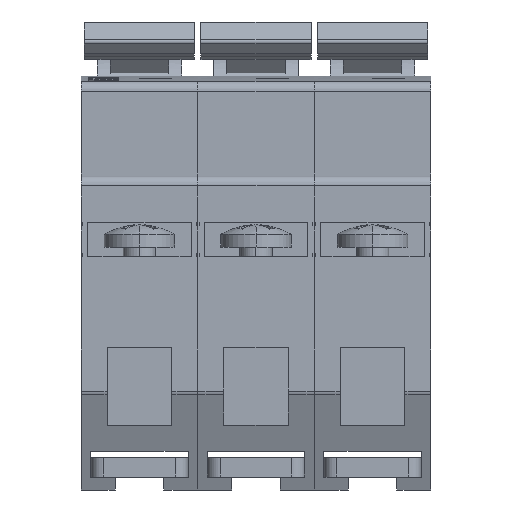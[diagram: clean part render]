
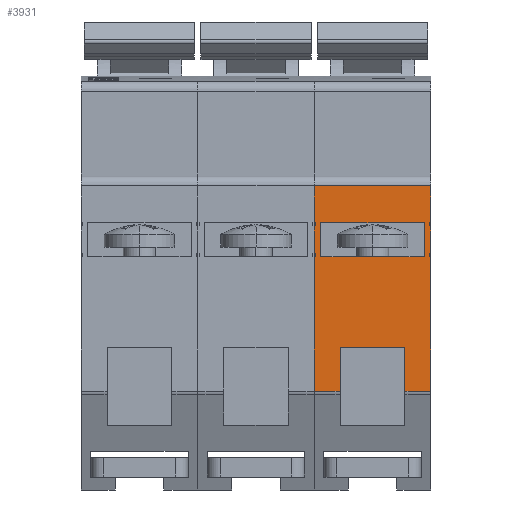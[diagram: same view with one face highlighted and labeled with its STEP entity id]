
A CAD part, left-side view. The second image highlights one B-rep face of the part: STEP entity #3931.
In plain terms, the highlighted planar face has unit normal (-1, 0, 0).
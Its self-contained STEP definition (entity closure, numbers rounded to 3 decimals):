
#86=DIRECTION('',(0.,0.,-1.));
#87=VECTOR('',#86,20.711);
#88=CARTESIAN_POINT('',(-43.75,-9.,-12.5));
#89=LINE('',#88,#87);
#90=DIRECTION('',(0.,0.,-1.));
#91=VECTOR('',#90,5.7);
#92=CARTESIAN_POINT('',(-43.75,-9.,-1.5));
#93=LINE('',#92,#91);
#888=DIRECTION('',(0.,-1.,0.));
#889=VECTOR('',#888,18.);
#890=CARTESIAN_POINT('',(-43.75,9.,-1.5));
#891=LINE('',#890,#889);
#896=DIRECTION('',(0.,0.,-1.));
#897=VECTOR('',#896,20.711);
#898=CARTESIAN_POINT('',(-43.75,9.,-12.5));
#899=LINE('',#898,#897);
#900=DIRECTION('',(0.,-1.,0.));
#901=VECTOR('',#900,0.2);
#902=CARTESIAN_POINT('',(-43.75,9.,-12.));
#903=LINE('',#902,#901);
#904=DIRECTION('',(0.,0.,-1.));
#905=VECTOR('',#904,4.3);
#906=CARTESIAN_POINT('',(-43.75,9.,-7.7));
#907=LINE('',#906,#905);
#908=DIRECTION('',(0.,-1.,0.));
#909=VECTOR('',#908,0.2);
#910=CARTESIAN_POINT('',(-43.75,9.,-7.2));
#911=LINE('',#910,#909);
#912=DIRECTION('',(0.,0.,-1.));
#913=VECTOR('',#912,5.7);
#914=CARTESIAN_POINT('',(-43.75,9.,-1.5));
#915=LINE('',#914,#913);
#916=DIRECTION('',(0.,1.,0.));
#917=VECTOR('',#916,0.2);
#918=CARTESIAN_POINT('',(-43.75,-9.,-7.7));
#919=LINE('',#918,#917);
#920=DIRECTION('',(0.,1.,0.));
#921=VECTOR('',#920,0.2);
#922=CARTESIAN_POINT('',(-43.75,-9.,-12.5));
#923=LINE('',#922,#921);
#924=DIRECTION('',(0.,-1.,0.));
#925=VECTOR('',#924,16.);
#926=CARTESIAN_POINT('',(-43.75,8.,-7.2));
#927=LINE('',#926,#925);
#928=DIRECTION('',(0.,0.,1.));
#929=VECTOR('',#928,5.3);
#930=CARTESIAN_POINT('',(-43.75,8.,-12.5));
#931=LINE('',#930,#929);
#940=DIRECTION('',(0.,0.,1.));
#941=VECTOR('',#940,6.711);
#942=CARTESIAN_POINT('',(-43.75,-5.,-33.211));
#943=LINE('',#942,#941);
#1193=DIRECTION('',(0.,1.,0.));
#1194=VECTOR('',#1193,4.);
#1195=CARTESIAN_POINT('',(-43.75,5.,-33.211));
#1196=LINE('',#1195,#1194);
#1197=DIRECTION('',(0.,0.,-1.));
#1198=VECTOR('',#1197,6.711);
#1199=CARTESIAN_POINT('',(-43.75,5.,-26.5));
#1200=LINE('',#1199,#1198);
#1214=DIRECTION('',(0.,1.,0.));
#1215=VECTOR('',#1214,10.);
#1216=CARTESIAN_POINT('',(-43.75,-5.,-26.5));
#1217=LINE('',#1216,#1215);
#1250=DIRECTION('',(0.,1.,0.));
#1251=VECTOR('',#1250,4.);
#1252=CARTESIAN_POINT('',(-43.75,-9.,-33.211));
#1253=LINE('',#1252,#1251);
#1258=DIRECTION('',(0.,-1.,0.));
#1259=VECTOR('',#1258,0.2);
#1260=CARTESIAN_POINT('',(-43.75,9.,-12.5));
#1261=LINE('',#1260,#1259);
#1282=DIRECTION('',(0.,0.,1.));
#1283=VECTOR('',#1282,0.5);
#1284=CARTESIAN_POINT('',(-43.75,8.8,-7.7));
#1285=LINE('',#1284,#1283);
#1298=DIRECTION('',(0.,0.,1.));
#1299=VECTOR('',#1298,0.5);
#1300=CARTESIAN_POINT('',(-43.75,8.8,-12.5));
#1301=LINE('',#1300,#1299);
#1314=DIRECTION('',(0.,-1.,0.));
#1315=VECTOR('',#1314,0.2);
#1316=CARTESIAN_POINT('',(-43.75,9.,-7.7));
#1317=LINE('',#1316,#1315);
#1338=DIRECTION('',(0.,1.,0.));
#1339=VECTOR('',#1338,0.2);
#1340=CARTESIAN_POINT('',(-43.75,-9.,-7.2));
#1341=LINE('',#1340,#1339);
#1358=DIRECTION('',(0.,0.,-1.));
#1359=VECTOR('',#1358,0.5);
#1360=CARTESIAN_POINT('',(-43.75,-8.8,-7.2));
#1361=LINE('',#1360,#1359);
#1374=DIRECTION('',(0.,0.,-1.));
#1375=VECTOR('',#1374,0.5);
#1376=CARTESIAN_POINT('',(-43.75,-8.8,-12.));
#1377=LINE('',#1376,#1375);
#1394=DIRECTION('',(0.,1.,0.));
#1395=VECTOR('',#1394,0.2);
#1396=CARTESIAN_POINT('',(-43.75,-9.,-12.));
#1397=LINE('',#1396,#1395);
#1398=DIRECTION('',(0.,0.,-1.));
#1399=VECTOR('',#1398,4.3);
#1400=CARTESIAN_POINT('',(-43.75,-9.,-7.7));
#1401=LINE('',#1400,#1399);
#1418=DIRECTION('',(0.,-1.,0.));
#1419=VECTOR('',#1418,10.);
#1420=CARTESIAN_POINT('',(-43.75,5.,-12.505));
#1421=LINE('',#1420,#1419);
#1442=DIRECTION('',(0.,-1.,-0.002));
#1443=VECTOR('',#1442,3.);
#1444=CARTESIAN_POINT('',(-43.75,8.,-12.5));
#1445=LINE('',#1444,#1443);
#1476=DIRECTION('',(0.,0.,1.));
#1477=VECTOR('',#1476,5.3);
#1478=CARTESIAN_POINT('',(-43.75,-8.,-12.5));
#1479=LINE('',#1478,#1477);
#1488=DIRECTION('',(0.,-1.,0.002));
#1489=VECTOR('',#1488,3.);
#1490=CARTESIAN_POINT('',(-43.75,-5.,-12.505));
#1491=LINE('',#1490,#1489);
#2000=CARTESIAN_POINT('',(-43.75,-9.,-1.5));
#2001=VERTEX_POINT('',#2000);
#2002=CARTESIAN_POINT('',(-43.75,-9.,-7.2));
#2003=VERTEX_POINT('',#2002);
#2008=CARTESIAN_POINT('',(-43.75,-9.,-12.5));
#2009=VERTEX_POINT('',#2008);
#2010=CARTESIAN_POINT('',(-43.75,-9.,-33.211));
#2011=VERTEX_POINT('',#2010);
#2059=CARTESIAN_POINT('',(-43.75,9.,-7.7));
#2061=VERTEX_POINT('',#2059);
#2062=CARTESIAN_POINT('',(-43.75,8.8,-7.7));
#2063=VERTEX_POINT('',#2062);
#2074=CARTESIAN_POINT('',(-43.75,-5.,-33.211));
#2075=VERTEX_POINT('',#2074);
#2076=CARTESIAN_POINT('',(-43.75,-5.,-26.5));
#2077=VERTEX_POINT('',#2076);
#2082=CARTESIAN_POINT('',(-43.75,9.,-12.5));
#2083=VERTEX_POINT('',#2082);
#2084=CARTESIAN_POINT('',(-43.75,8.8,-12.5));
#2085=VERTEX_POINT('',#2084);
#2102=CARTESIAN_POINT('',(-43.75,5.,-26.5));
#2103=CARTESIAN_POINT('',(-43.75,5.,-33.211));
#2104=VERTEX_POINT('',#2102);
#2105=VERTEX_POINT('',#2103);
#2130=CARTESIAN_POINT('',(-43.75,-8.8,-12.5));
#2131=VERTEX_POINT('',#2130);
#2144=CARTESIAN_POINT('',(-43.75,-8.8,-7.2));
#2145=VERTEX_POINT('',#2144);
#2158=CARTESIAN_POINT('',(-43.75,9.,-1.5));
#2159=VERTEX_POINT('',#2158);
#2172=CARTESIAN_POINT('',(-43.75,-8.,-7.2));
#2174=VERTEX_POINT('',#2172);
#2176=CARTESIAN_POINT('',(-43.75,8.,-7.2));
#2177=VERTEX_POINT('',#2176);
#2180=CARTESIAN_POINT('',(-43.75,-8.,-12.5));
#2182=VERTEX_POINT('',#2180);
#2194=CARTESIAN_POINT('',(-43.75,9.,-33.211));
#2195=VERTEX_POINT('',#2194);
#2198=CARTESIAN_POINT('',(-43.75,-5.,-12.505));
#2199=VERTEX_POINT('',#2198);
#2209=CARTESIAN_POINT('',(-43.75,-9.,-12.));
#2211=VERTEX_POINT('',#2209);
#2214=CARTESIAN_POINT('',(-43.75,-9.,-7.7));
#2215=VERTEX_POINT('',#2214);
#2220=CARTESIAN_POINT('',(-43.75,5.,-12.505));
#2221=VERTEX_POINT('',#2220);
#2252=CARTESIAN_POINT('',(-43.75,9.,-7.2));
#2253=VERTEX_POINT('',#2252);
#2264=CARTESIAN_POINT('',(-43.75,8.8,-7.2));
#2265=VERTEX_POINT('',#2264);
#2266=CARTESIAN_POINT('',(-43.75,8.8,-12.));
#2267=VERTEX_POINT('',#2266);
#2268=CARTESIAN_POINT('',(-43.75,-8.8,-12.));
#2269=VERTEX_POINT('',#2268);
#2274=CARTESIAN_POINT('',(-43.75,-8.8,-7.7));
#2275=VERTEX_POINT('',#2274);
#2281=CARTESIAN_POINT('',(-43.75,8.,-12.5));
#2283=VERTEX_POINT('',#2281);
#2286=CARTESIAN_POINT('',(-43.75,9.,-12.));
#2287=VERTEX_POINT('',#2286);
#3867=CARTESIAN_POINT('',(-43.75,-9.,0.));
#3868=DIRECTION('',(-1.,0.,0.));
#3869=DIRECTION('',(0.,0.,1.));
#3870=AXIS2_PLACEMENT_3D('',#3867,#3868,#3869);
#3871=PLANE('',#3870);
#3873=ORIENTED_EDGE('',*,*,#3872,.T.);
#3875=ORIENTED_EDGE('',*,*,#3874,.T.);
#3877=ORIENTED_EDGE('',*,*,#3876,.T.);
#3879=ORIENTED_EDGE('',*,*,#3878,.T.);
#3880=ORIENTED_EDGE('',*,*,#2655,.F.);
#3882=ORIENTED_EDGE('',*,*,#3881,.T.);
#3884=ORIENTED_EDGE('',*,*,#3883,.T.);
#3886=ORIENTED_EDGE('',*,*,#3885,.F.);
#3888=ORIENTED_EDGE('',*,*,#3887,.F.);
#3890=ORIENTED_EDGE('',*,*,#3889,.T.);
#3892=ORIENTED_EDGE('',*,*,#3891,.T.);
#3894=ORIENTED_EDGE('',*,*,#3893,.F.);
#3895=ORIENTED_EDGE('',*,*,#2647,.F.);
#3896=ORIENTED_EDGE('',*,*,#3853,.T.);
#3897=ORIENTED_EDGE('',*,*,#2494,.T.);
#3899=ORIENTED_EDGE('',*,*,#3898,.T.);
#3901=ORIENTED_EDGE('',*,*,#3900,.T.);
#3903=ORIENTED_EDGE('',*,*,#3902,.F.);
#3905=ORIENTED_EDGE('',*,*,#3904,.T.);
#3907=ORIENTED_EDGE('',*,*,#3906,.T.);
#3909=ORIENTED_EDGE('',*,*,#3908,.T.);
#3911=ORIENTED_EDGE('',*,*,#3910,.F.);
#3912=ORIENTED_EDGE('',*,*,#2486,.T.);
#3914=ORIENTED_EDGE('',*,*,#3913,.T.);
#3915=EDGE_LOOP('',(#3873,#3875,#3877,#3879,#3880,#3882,#3884,#3886,#3888,#3890,
#3892,#3894,#3895,#3896,#3897,#3899,#3901,#3903,#3905,#3907,#3909,#3911,#3912,
#3914));
#3916=FACE_OUTER_BOUND('',#3915,.F.);
#3918=ORIENTED_EDGE('',*,*,#3917,.T.);
#3920=ORIENTED_EDGE('',*,*,#3919,.T.);
#3922=ORIENTED_EDGE('',*,*,#3921,.T.);
#3924=ORIENTED_EDGE('',*,*,#3923,.F.);
#3926=ORIENTED_EDGE('',*,*,#3925,.F.);
#3928=ORIENTED_EDGE('',*,*,#3927,.T.);
#3929=EDGE_LOOP('',(#3918,#3920,#3922,#3924,#3926,#3928));
#3930=FACE_BOUND('',#3929,.F.);
#2486=EDGE_CURVE('',#2009,#2011,#89,.T.);
#2494=EDGE_CURVE('',#2001,#2003,#93,.T.);
#2647=EDGE_CURVE('',#2159,#2253,#915,.T.);
#2655=EDGE_CURVE('',#2083,#2195,#899,.T.);
#3853=EDGE_CURVE('',#2159,#2001,#891,.T.);
#3872=EDGE_CURVE('',#2075,#2077,#943,.T.);
#3874=EDGE_CURVE('',#2077,#2104,#1217,.T.);
#3876=EDGE_CURVE('',#2104,#2105,#1200,.T.);
#3878=EDGE_CURVE('',#2105,#2195,#1196,.T.);
#3881=EDGE_CURVE('',#2083,#2085,#1261,.T.);
#3883=EDGE_CURVE('',#2085,#2267,#1301,.T.);
#3885=EDGE_CURVE('',#2287,#2267,#903,.T.);
#3887=EDGE_CURVE('',#2061,#2287,#907,.T.);
#3889=EDGE_CURVE('',#2061,#2063,#1317,.T.);
#3891=EDGE_CURVE('',#2063,#2265,#1285,.T.);
#3893=EDGE_CURVE('',#2253,#2265,#911,.T.);
#3898=EDGE_CURVE('',#2003,#2145,#1341,.T.);
#3900=EDGE_CURVE('',#2145,#2275,#1361,.T.);
#3902=EDGE_CURVE('',#2215,#2275,#919,.T.);
#3904=EDGE_CURVE('',#2215,#2211,#1401,.T.);
#3906=EDGE_CURVE('',#2211,#2269,#1397,.T.);
#3908=EDGE_CURVE('',#2269,#2131,#1377,.T.);
#3910=EDGE_CURVE('',#2009,#2131,#923,.T.);
#3913=EDGE_CURVE('',#2011,#2075,#1253,.T.);
#3917=EDGE_CURVE('',#2221,#2199,#1421,.T.);
#3919=EDGE_CURVE('',#2199,#2182,#1491,.T.);
#3921=EDGE_CURVE('',#2182,#2174,#1479,.T.);
#3923=EDGE_CURVE('',#2177,#2174,#927,.T.);
#3925=EDGE_CURVE('',#2283,#2177,#931,.T.);
#3927=EDGE_CURVE('',#2283,#2221,#1445,.T.);
#3931=ADVANCED_FACE('',(#3916,#3930),#3871,.T.);
